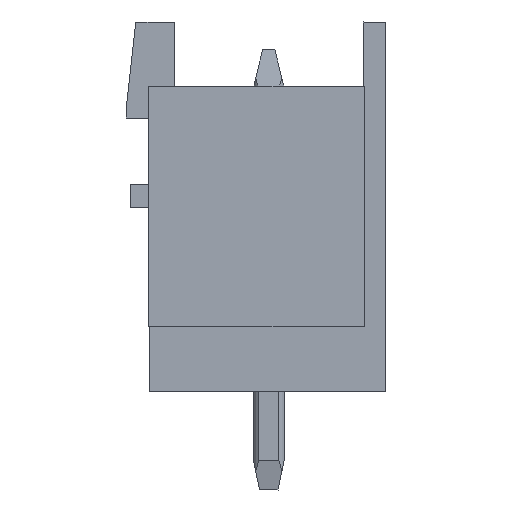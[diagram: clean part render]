
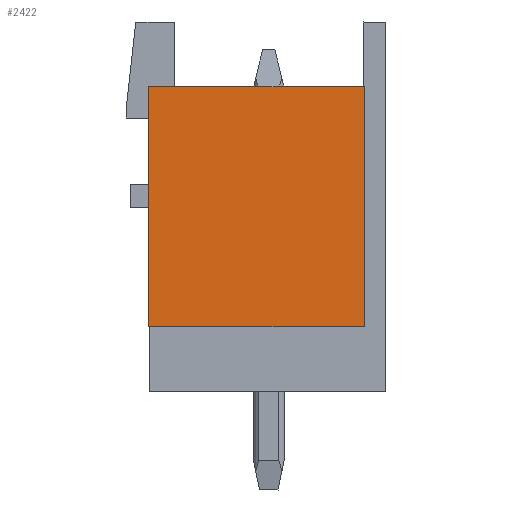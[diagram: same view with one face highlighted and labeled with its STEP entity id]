
A CAD part, left-side view. The second image highlights one B-rep face of the part: STEP entity #2422.
In plain terms, the highlighted planar face has unit normal (-1, 0, 0).
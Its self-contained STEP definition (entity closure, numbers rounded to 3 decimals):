
#2414=AXIS2_PLACEMENT_3D('Plane Axis2P3D',#2411,#2412,#2413) ;
#1738=CARTESIAN_POINT('Vertex',(0.,0.7,5.3)) ;
#1780=CARTESIAN_POINT('Vertex',(0.,0.7,13.1)) ;
#1783=CARTESIAN_POINT('Line Origine',(0.,0.7,9.2)) ;
#2277=CARTESIAN_POINT('Line Origine',(0.,7.7,9.2)) ;
#2281=CARTESIAN_POINT('Vertex',(0.,7.7,5.3)) ;
#2283=CARTESIAN_POINT('Vertex',(0.,7.7,13.1)) ;
#2348=CARTESIAN_POINT('Line Origine',(0.,4.2,5.3)) ;
#2399=CARTESIAN_POINT('Line Origine',(0.,4.2,13.1)) ;
#2411=CARTESIAN_POINT('Axis2P3D Location',(0.,0.,13.1)) ;
#1784=DIRECTION('Vector Direction',(0.,0.,-1.)) ;
#2278=DIRECTION('Vector Direction',(0.,0.,-1.)) ;
#2349=DIRECTION('Vector Direction',(0.,1.,0.)) ;
#2400=DIRECTION('Vector Direction',(0.,1.,0.)) ;
#2412=DIRECTION('Axis2P3D Direction',(1.,-0.,0.)) ;
#2413=DIRECTION('Axis2P3D XDirection',(0.,0.,-1.)) ;
#1785=VECTOR('Line Direction',#1784,1.) ;
#2279=VECTOR('Line Direction',#2278,1.) ;
#2350=VECTOR('Line Direction',#2349,1.) ;
#2401=VECTOR('Line Direction',#2400,1.) ;
#2417=ORIENTED_EDGE('',*,*,#2352,.F.) ;
#2418=ORIENTED_EDGE('',*,*,#1787,.T.) ;
#2419=ORIENTED_EDGE('',*,*,#2403,.T.) ;
#2420=ORIENTED_EDGE('',*,*,#2285,.F.) ;
#2422=ADVANCED_FACE('Housing',(#2421),#2415,.F.) ;
#1787=EDGE_CURVE('',#1739,#1781,#1786,.F.) ;
#2285=EDGE_CURVE('',#2282,#2284,#2280,.F.) ;
#2352=EDGE_CURVE('',#1739,#2282,#2351,.T.) ;
#2403=EDGE_CURVE('',#1781,#2284,#2402,.T.) ;
#2416=EDGE_LOOP('',(#2417,#2418,#2419,#2420)) ;
#2421=FACE_OUTER_BOUND('',#2416,.T.) ;
#1786=LINE('Line',#1783,#1785) ;
#2280=LINE('Line',#2277,#2279) ;
#2351=LINE('Line',#2348,#2350) ;
#2402=LINE('Line',#2399,#2401) ;
#2415=PLANE('',#2414) ;
#1739=VERTEX_POINT('',#1738) ;
#1781=VERTEX_POINT('',#1780) ;
#2282=VERTEX_POINT('',#2281) ;
#2284=VERTEX_POINT('',#2283) ;
